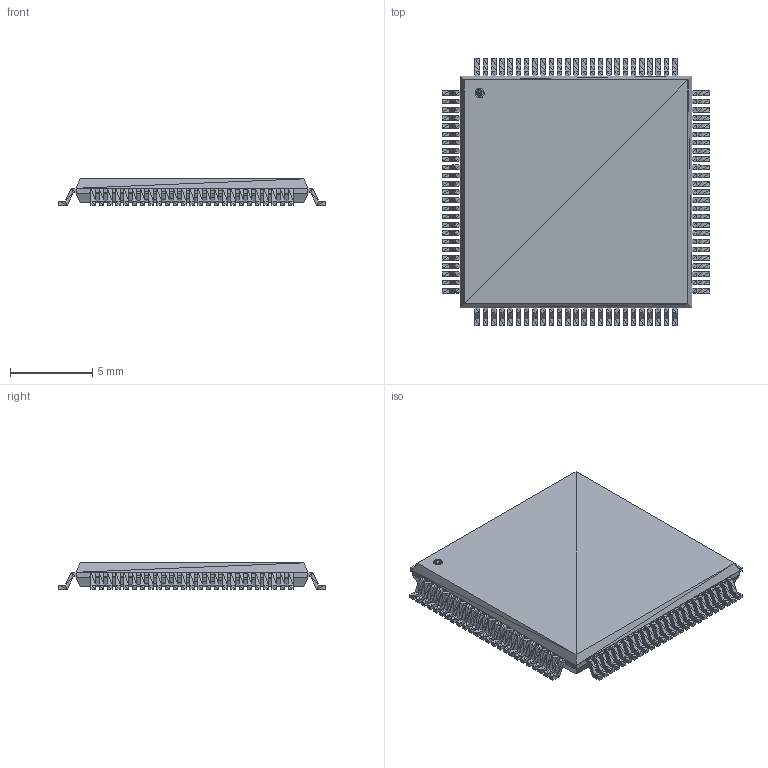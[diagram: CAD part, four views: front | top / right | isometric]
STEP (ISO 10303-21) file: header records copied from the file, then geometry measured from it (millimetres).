
FILE_DESCRIPTION(('STEP AP214'),'1');
FILE_NAME('SOT407-1-L','2018-12-09T14:00:31',(''),(''),'','','');
FILE_SCHEMA(('AUTOMOTIVE_DESIGN'));
Length unit declared in the file: millimetre
Products named in the file (1): product
Bounding box: 16.26 x 16.26 x 1.6 mm (x, y, z)
Surface area: 632.3 mm2 (no closed solid volume)
Topology: 0 solids, 2956 shells, 2956 faces, 8868 edges, 8868 vertices
Faces by surface type: plane 2956
Entity records: 97607 total; most frequent: CARTESIAN_POINT 20693, DIRECTION 14782, ORIENTED_EDGE 8868, EDGE_CURVE 8868, VERTEX_POINT 8868, LINE 8868, VECTOR 8868, AXIS2_PLACEMENT_3D 2957
